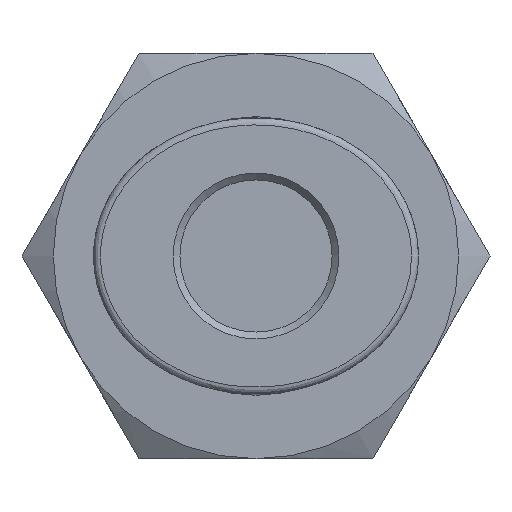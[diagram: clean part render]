
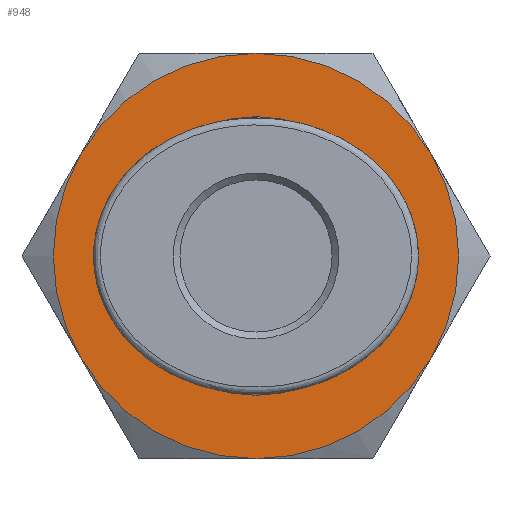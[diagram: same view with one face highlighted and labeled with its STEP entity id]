
A CAD part, left-side view. The second image highlights one B-rep face of the part: STEP entity #948.
In plain terms, the highlighted planar face has unit normal (-1, 0, 0).
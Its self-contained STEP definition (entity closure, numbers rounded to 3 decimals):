
#273=CARTESIAN_POINT('',(11.5,7.56,4.365));
#274=VERTEX_POINT('',#273);
#288=CARTESIAN_POINT('',(11.5,7.56,-4.365));
#289=VERTEX_POINT('',#288);
#303=CARTESIAN_POINT('',(11.5,0.0,0.0));
#304=DIRECTION('',(-1.0,0.0,0.0));
#305=DIRECTION('',(0.0,1.0,0.0));
#306=AXIS2_PLACEMENT_3D('',#303,#304,#305);
#307=CIRCLE('',#306,8.73);
#308=EDGE_CURVE('',#274,#289,#307,.T.);
#320=CARTESIAN_POINT('',(11.5,0.,8.73));
#321=VERTEX_POINT('',#320);
#348=CARTESIAN_POINT('',(11.5,0.0,0.0));
#349=DIRECTION('',(-1.0,0.0,0.0));
#350=DIRECTION('',(0.0,1.0,0.0));
#351=AXIS2_PLACEMENT_3D('',#348,#349,#350);
#352=CIRCLE('',#351,8.73);
#353=EDGE_CURVE('',#321,#274,#352,.T.);
#378=CARTESIAN_POINT('',(11.5,-7.56,4.365));
#379=VERTEX_POINT('',#378);
#380=CARTESIAN_POINT('',(11.5,0.0,0.0));
#381=DIRECTION('',(-1.0,0.0,0.0));
#382=DIRECTION('',(0.0,1.0,0.0));
#383=AXIS2_PLACEMENT_3D('',#380,#381,#382);
#384=CIRCLE('',#383,8.73);
#385=EDGE_CURVE('',#379,#321,#384,.T.);
#423=CARTESIAN_POINT('',(11.5,-7.56,-4.365));
#424=VERTEX_POINT('',#423);
#425=CARTESIAN_POINT('',(11.5,0.0,0.0));
#426=DIRECTION('',(-1.0,0.0,0.0));
#427=DIRECTION('',(0.0,1.0,0.0));
#428=AXIS2_PLACEMENT_3D('',#425,#426,#427);
#429=CIRCLE('',#428,8.73);
#430=EDGE_CURVE('',#424,#379,#429,.T.);
#468=CARTESIAN_POINT('',(11.5,0.,-8.73));
#469=VERTEX_POINT('',#468);
#470=CARTESIAN_POINT('',(11.5,0.0,0.0));
#471=DIRECTION('',(-1.0,0.0,0.0));
#472=DIRECTION('',(0.0,1.0,0.0));
#473=AXIS2_PLACEMENT_3D('',#470,#471,#472);
#474=CIRCLE('',#473,8.73);
#475=EDGE_CURVE('',#469,#424,#474,.T.);
#513=CARTESIAN_POINT('',(11.5,0.0,0.0));
#514=DIRECTION('',(-1.0,0.0,0.0));
#515=DIRECTION('',(0.0,1.0,0.0));
#516=AXIS2_PLACEMENT_3D('',#513,#514,#515);
#517=CIRCLE('',#516,8.73);
#518=EDGE_CURVE('',#289,#469,#517,.T.);
#917=CARTESIAN_POINT('',(11.5,6.,0.0));
#918=VERTEX_POINT('',#917);
#919=CARTESIAN_POINT('',(11.5,0.,0.0));
#920=DIRECTION('',(1.0,0.0,0.0));
#921=DIRECTION('',(0.0,1.0,0.0));
#922=AXIS2_PLACEMENT_3D('',#919,#920,#921);
#923=CIRCLE('',#922,6.);
#924=EDGE_CURVE('',#918,#918,#923,.T.);
#932=CARTESIAN_POINT('',(11.5,7.365,0.0));
#933=DIRECTION('',(-1.0,0.0,0.0));
#934=DIRECTION('',(0.0,0.0,1.0));
#935=AXIS2_PLACEMENT_3D('',#932,#933,#934);
#936=PLANE('',#935);
#937=ORIENTED_EDGE('',*,*,#518,.T.);
#938=ORIENTED_EDGE('',*,*,#475,.T.);
#939=ORIENTED_EDGE('',*,*,#430,.T.);
#940=ORIENTED_EDGE('',*,*,#385,.T.);
#941=ORIENTED_EDGE('',*,*,#353,.T.);
#942=ORIENTED_EDGE('',*,*,#308,.T.);
#943=EDGE_LOOP('',(#937,#938,#939,#940,#941,#942));
#944=FACE_OUTER_BOUND('',#943,.T.);
#945=ORIENTED_EDGE('',*,*,#924,.T.);
#946=EDGE_LOOP('',(#945));
#947=FACE_BOUND('',#946,.T.);
#948=ADVANCED_FACE('',(#944,#947),#936,.T.);
